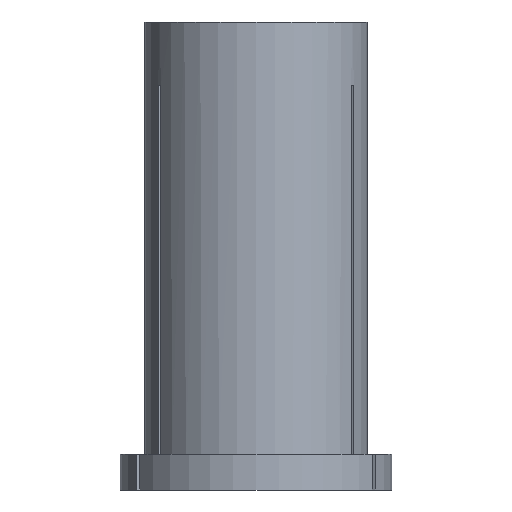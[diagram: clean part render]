
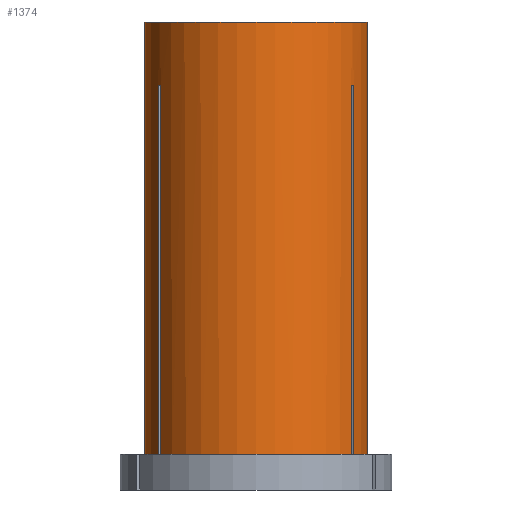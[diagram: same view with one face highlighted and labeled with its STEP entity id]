
A CAD part, front view. The second image highlights one B-rep face of the part: STEP entity #1374.
In plain terms, the highlighted cylindrical face has radius 12.5 mm (diameter 25 mm), a partial arc.
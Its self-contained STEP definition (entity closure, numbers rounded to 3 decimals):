
#5 = DIRECTION ( 'NONE',  ( 1., 0., 0. ) ) ;
#15 = AXIS2_PLACEMENT_3D ( 'NONE', #795, #944, #5 ) ;
#28 = CARTESIAN_POINT ( 'NONE',  ( 10.972, -5.988, -7.094 ) ) ;
#40 = EDGE_CURVE ( 'NONE', #1492, #1160, #1133, .T. ) ;
#45 = CARTESIAN_POINT ( 'NONE',  ( 0., 0., 0. ) ) ;
#77 = LINE ( 'NONE', #92, #1454 ) ;
#92 = CARTESIAN_POINT ( 'NONE',  ( 12.5, 0., 0. ) ) ;
#108 = CARTESIAN_POINT ( 'NONE',  ( 10.826, -6.251, -7.092 ) ) ;
#111 = CARTESIAN_POINT ( 'NONE',  ( -10.972, -5.988, -48.5 ) ) ;
#113 = VECTOR ( 'NONE', #1053, 1000. ) ;
#127 = LINE ( 'NONE', #1500, #113 ) ;
#134 = EDGE_CURVE ( 'NONE', #279, #1457, #127, .T. ) ;
#149 = CARTESIAN_POINT ( 'NONE',  ( 10.672, -6.508, -7.094 ) ) ;
#238 = ORIENTED_EDGE ( 'NONE', *, *, #836, .T. ) ;
#257 = CARTESIAN_POINT ( 'NONE',  ( -10.972, -5.988, -7.094 ) ) ;
#272 = EDGE_CURVE ( 'NONE', #931, #1391, #456, .T. ) ;
#279 = VERTEX_POINT ( 'NONE', #1062 ) ;
#287 = FACE_OUTER_BOUND ( 'NONE', #860, .T. ) ;
#291 = VECTOR ( 'NONE', #1266, 1000. ) ;
#323 = CARTESIAN_POINT ( 'NONE',  ( -10.924, -6.076, -7.093 ) ) ;
#344 = ORIENTED_EDGE ( 'NONE', *, *, #272, .T. ) ;
#384 = CARTESIAN_POINT ( 'NONE',  ( -10.827, -6.25, -7.092 ) ) ;
#404 = LINE ( 'NONE', #851, #291 ) ;
#445 = ORIENTED_EDGE ( 'NONE', *, *, #1511, .T. ) ;
#455 = VECTOR ( 'NONE', #1271, 1000. ) ;
#456 = B_SPLINE_CURVE_WITH_KNOTS ( 'NONE', 3,
 ( #257, #323, #384, #899, #1007 ),
 .UNSPECIFIED., .F., .F.,
 ( 4, 1, 4 ),
 ( 0.068, 0.068, 0.068 ),
 .UNSPECIFIED. ) ;
#459 = ORIENTED_EDGE ( 'NONE', *, *, #1367, .T. ) ;
#463 = CARTESIAN_POINT ( 'NONE',  ( 0., 0., -48.5 ) ) ;
#492 = EDGE_CURVE ( 'NONE', #1449, #1119, #543, .T. ) ;
#501 = AXIS2_PLACEMENT_3D ( 'NONE', #45, #764, #939 ) ;
#522 = CIRCLE ( 'NONE', #1360, 12.5 ) ;
#528 = ORIENTED_EDGE ( 'NONE', *, *, #602, .T. ) ;
#529 = ORIENTED_EDGE ( 'NONE', *, *, #1110, .T. ) ;
#535 = CIRCLE ( 'NONE', #757, 12.5 ) ;
#543 = LINE ( 'NONE', #1379, #455 ) ;
#563 = EDGE_CURVE ( 'NONE', #1217, #1492, #404, .T. ) ;
#602 = EDGE_CURVE ( 'NONE', #1217, #1129, #522, .T. ) ;
#606 = VERTEX_POINT ( 'NONE', #805 ) ;
#608 = VECTOR ( 'NONE', #783, 1000. ) ;
#649 = LINE ( 'NONE', #1525, #608 ) ;
#700 = ORIENTED_EDGE ( 'NONE', *, *, #918, .F. ) ;
#704 = DIRECTION ( 'NONE',  ( 1., 0., 0. ) ) ;
#705 = DIRECTION ( 'NONE',  ( 0., 0., 1. ) ) ;
#712 = DIRECTION ( 'NONE',  ( 1., 0., 0. ) ) ;
#717 = CARTESIAN_POINT ( 'NONE',  ( 0., 0., -48.5 ) ) ;
#739 = CARTESIAN_POINT ( 'NONE',  ( -10.672, -6.508, -48.5 ) ) ;
#757 = AXIS2_PLACEMENT_3D ( 'NONE', #801, #1418, #1154 ) ;
#764 = DIRECTION ( 'NONE',  ( 0., 0., 1. ) ) ;
#781 = CARTESIAN_POINT ( 'NONE',  ( -10.672, -6.508, 0. ) ) ;
#783 = DIRECTION ( 'NONE',  ( 0., 0., 1. ) ) ;
#794 = ORIENTED_EDGE ( 'NONE', *, *, #492, .T. ) ;
#795 = CARTESIAN_POINT ( 'NONE',  ( 0., 0., 0. ) ) ;
#801 = CARTESIAN_POINT ( 'NONE',  ( 0., 0., -48.5 ) ) ;
#805 = CARTESIAN_POINT ( 'NONE',  ( 12.5, 0., -48.5 ) ) ;
#828 = CARTESIAN_POINT ( 'NONE',  ( 10.672, -6.508, -7.094 ) ) ;
#836 = EDGE_CURVE ( 'NONE', #1119, #1457, #1332, .T. ) ;
#845 = CARTESIAN_POINT ( 'NONE',  ( -10.972, -5.988, -7.094 ) ) ;
#851 = CARTESIAN_POINT ( 'NONE',  ( -12.5, 0., 0. ) ) ;
#860 = EDGE_LOOP ( 'NONE', ( #965, #528, #445, #344, #700, #459, #794, #238, #980, #529, #977, #1077 ) ) ;
#899 = CARTESIAN_POINT ( 'NONE',  ( -10.724, -6.422, -7.093 ) ) ;
#903 = CARTESIAN_POINT ( 'NONE',  ( 10.724, -6.423, -7.093 ) ) ;
#918 = EDGE_CURVE ( 'NONE', #960, #1391, #1116, .T. ) ;
#931 = VERTEX_POINT ( 'NONE', #845 ) ;
#939 = DIRECTION ( 'NONE',  ( 1., 0., 0. ) ) ;
#944 = DIRECTION ( 'NONE',  ( 0., 0., 1. ) ) ;
#960 = VERTEX_POINT ( 'NONE', #739 ) ;
#965 = ORIENTED_EDGE ( 'NONE', *, *, #563, .F. ) ;
#977 = ORIENTED_EDGE ( 'NONE', *, *, #1122, .T. ) ;
#980 = ORIENTED_EDGE ( 'NONE', *, *, #134, .F. ) ;
#1007 = CARTESIAN_POINT ( 'NONE',  ( -10.672, -6.508, -7.094 ) ) ;
#1037 = DIRECTION ( 'NONE',  ( 0., 0., 1. ) ) ;
#1049 = DIRECTION ( 'NONE',  ( 0., 0., 1. ) ) ;
#1053 = DIRECTION ( 'NONE',  ( 0., 0., 1. ) ) ;
#1062 = CARTESIAN_POINT ( 'NONE',  ( 10.972, -5.988, -48.5 ) ) ;
#1077 = ORIENTED_EDGE ( 'NONE', *, *, #40, .F. ) ;
#1110 = EDGE_CURVE ( 'NONE', #279, #606, #1519, .T. ) ;
#1116 = LINE ( 'NONE', #781, #1182 ) ;
#1119 = VERTEX_POINT ( 'NONE', #149 ) ;
#1122 = EDGE_CURVE ( 'NONE', #606, #1160, #77, .T. ) ;
#1123 = AXIS2_PLACEMENT_3D ( 'NONE', #463, #1049, #704 ) ;
#1129 = VERTEX_POINT ( 'NONE', #111 ) ;
#1133 = CIRCLE ( 'NONE', #501, 12.5 ) ;
#1154 = DIRECTION ( 'NONE',  ( 1., 0., 0. ) ) ;
#1160 = VERTEX_POINT ( 'NONE', #1338 ) ;
#1172 = CARTESIAN_POINT ( 'NONE',  ( -10.672, -6.508, -7.094 ) ) ;
#1182 = VECTOR ( 'NONE', #1037, 1000. ) ;
#1217 = VERTEX_POINT ( 'NONE', #1532 ) ;
#1226 = CARTESIAN_POINT ( 'NONE',  ( -12.5, 0., 0. ) ) ;
#1266 = DIRECTION ( 'NONE',  ( 0., 0., 1. ) ) ;
#1271 = DIRECTION ( 'NONE',  ( 0., 0., 1. ) ) ;
#1304 = CYLINDRICAL_SURFACE ( 'NONE', #15, 12.5 ) ;
#1332 = B_SPLINE_CURVE_WITH_KNOTS ( 'NONE', 3,
 ( #828, #903, #108, #1364, #1351 ),
 .UNSPECIFIED., .F., .F.,
 ( 4, 1, 4 ),
 ( 0.074, 0.074, 0.075 ),
 .UNSPECIFIED. ) ;
#1333 = CARTESIAN_POINT ( 'NONE',  ( 10.672, -6.508, -48.5 ) ) ;
#1338 = CARTESIAN_POINT ( 'NONE',  ( 12.5, 0., 0. ) ) ;
#1351 = CARTESIAN_POINT ( 'NONE',  ( 10.972, -5.988, -7.094 ) ) ;
#1360 = AXIS2_PLACEMENT_3D ( 'NONE', #717, #705, #712 ) ;
#1364 = CARTESIAN_POINT ( 'NONE',  ( 10.924, -6.076, -7.093 ) ) ;
#1367 = EDGE_CURVE ( 'NONE', #960, #1449, #535, .T. ) ;
#1374 = ADVANCED_FACE ( 'NONE', ( #287 ), #1304, .T. ) ;
#1379 = CARTESIAN_POINT ( 'NONE',  ( 10.672, -6.508, 0. ) ) ;
#1391 = VERTEX_POINT ( 'NONE', #1172 ) ;
#1418 = DIRECTION ( 'NONE',  ( 0., 0., 1. ) ) ;
#1449 = VERTEX_POINT ( 'NONE', #1333 ) ;
#1454 = VECTOR ( 'NONE', #1474, 1000. ) ;
#1457 = VERTEX_POINT ( 'NONE', #28 ) ;
#1474 = DIRECTION ( 'NONE',  ( 0., 0., 1. ) ) ;
#1492 = VERTEX_POINT ( 'NONE', #1226 ) ;
#1500 = CARTESIAN_POINT ( 'NONE',  ( 10.972, -5.988, 0. ) ) ;
#1511 = EDGE_CURVE ( 'NONE', #1129, #931, #649, .T. ) ;
#1519 = CIRCLE ( 'NONE', #1123, 12.5 ) ;
#1525 = CARTESIAN_POINT ( 'NONE',  ( -10.972, -5.988, 0. ) ) ;
#1532 = CARTESIAN_POINT ( 'NONE',  ( -12.5, 0., -48.5 ) ) ;
